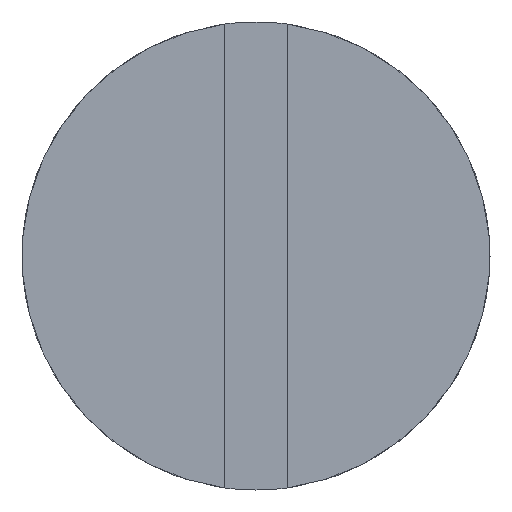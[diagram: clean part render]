
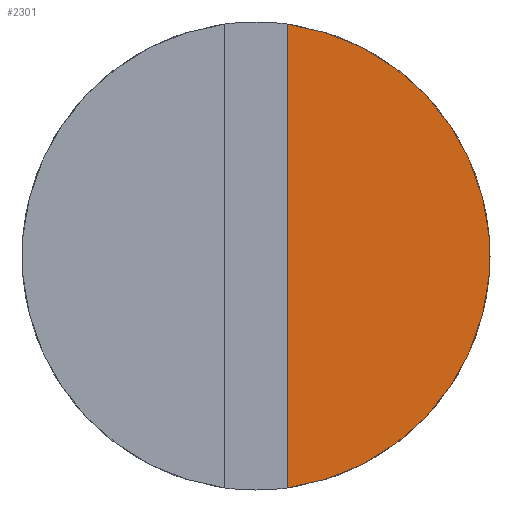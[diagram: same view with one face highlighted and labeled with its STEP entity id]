
A CAD part, left-side view. The second image highlights one B-rep face of the part: STEP entity #2301.
In plain terms, the highlighted planar face has unit normal (-1, 0, 0).
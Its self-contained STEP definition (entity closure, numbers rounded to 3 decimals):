
#73 = EDGE_CURVE ( 'NONE', #841, #732, #1724, .T. ) ;
#297 = AXIS2_PLACEMENT_3D ( 'NONE', #2004, #435, #2221 ) ;
#330 = CARTESIAN_POINT ( 'NONE',  ( 0., 0., 0. ) ) ;
#435 = DIRECTION ( 'NONE',  ( 1., 0., 0. ) ) ;
#476 = EDGE_LOOP ( 'NONE', ( #855, #1680 ) ) ;
#732 = VERTEX_POINT ( 'NONE', #1111 ) ;
#795 = CARTESIAN_POINT ( 'NONE',  ( 0., -0.4, -3. ) ) ;
#841 = VERTEX_POINT ( 'NONE', #2396 ) ;
#855 = ORIENTED_EDGE ( 'NONE', *, *, #1863, .T. ) ;
#1111 = CARTESIAN_POINT ( 'NONE',  ( 0., -0.4, 2.973 ) ) ;
#1217 = DIRECTION ( 'NONE',  ( -1., 0., 0. ) ) ;
#1558 = FACE_OUTER_BOUND ( 'NONE', #476, .T. ) ;
#1680 = ORIENTED_EDGE ( 'NONE', *, *, #73, .T. ) ;
#1724 = CIRCLE ( 'NONE', #2773, 3. ) ;
#1863 = EDGE_CURVE ( 'NONE', #732, #841, #2783, .T. ) ;
#2004 = CARTESIAN_POINT ( 'NONE',  ( 0., 3., 0. ) ) ;
#2006 = VECTOR ( 'NONE', #2729, 1000. ) ;
#2115 = DIRECTION ( 'NONE',  ( 0., 0., 1. ) ) ;
#2221 = DIRECTION ( 'NONE',  ( 0., 0., -1. ) ) ;
#2301 = ADVANCED_FACE ( 'NONE', ( #1558 ), #2445, .F. ) ;
#2396 = CARTESIAN_POINT ( 'NONE',  ( 0., -0.4, -2.973 ) ) ;
#2445 = PLANE ( 'NONE',  #297 ) ;
#2729 = DIRECTION ( 'NONE',  ( 0., 0., -1. ) ) ;
#2773 = AXIS2_PLACEMENT_3D ( 'NONE', #330, #1217, #2115 ) ;
#2783 = LINE ( 'NONE', #795, #2006 ) ;
